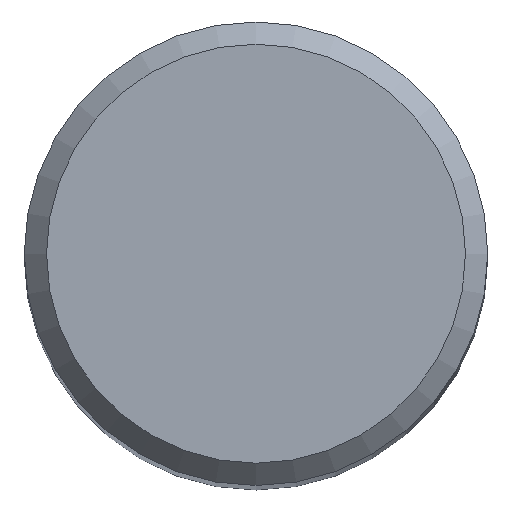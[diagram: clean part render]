
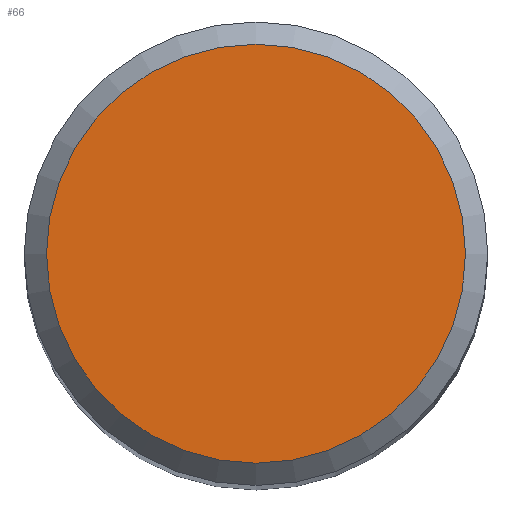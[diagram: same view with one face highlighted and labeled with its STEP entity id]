
A CAD part, top view. The second image highlights one B-rep face of the part: STEP entity #66.
In plain terms, the highlighted planar face has unit normal (0, 0, 1).
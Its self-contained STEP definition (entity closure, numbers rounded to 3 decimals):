
#52=PLANE('',#215);
#57=FACE_OUTER_BOUND('',#99,.T.);
#66=ADVANCED_FACE('',(#57),#52,.T.);
#99=EDGE_LOOP('',(#117));
#117=ORIENTED_EDGE('',*,*,#142,.F.);
#133=VERTEX_POINT('',#314);
#142=EDGE_CURVE('',#133,#133,#151,.T.);
#151=CIRCLE('',#214,2.87);
#214=AXIS2_PLACEMENT_3D('',#313,#250,#251);
#215=AXIS2_PLACEMENT_3D('',#315,#252,#253);
#250=DIRECTION('',(0.,0.,-1.));
#251=DIRECTION('',(-1.,0.,0.));
#252=DIRECTION('',(0.,0.,1.));
#253=DIRECTION('',(-1.,0.,0.));
#313=CARTESIAN_POINT('',(0.,0.,35.44));
#314=CARTESIAN_POINT('',(-2.87,0.,35.44));
#315=CARTESIAN_POINT('',(2.87,0.,35.44));
